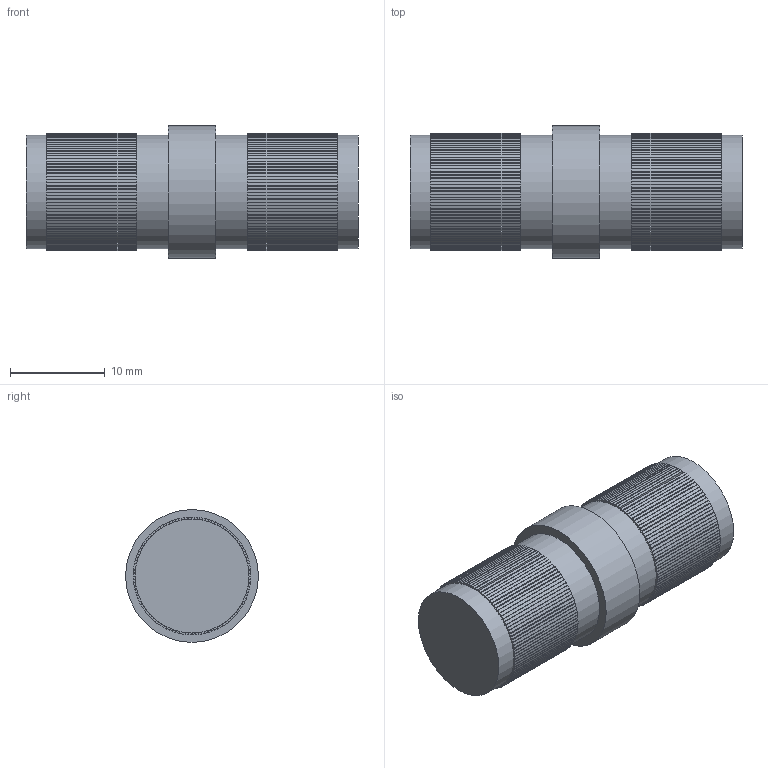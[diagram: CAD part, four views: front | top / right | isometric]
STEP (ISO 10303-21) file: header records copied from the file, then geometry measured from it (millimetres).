
FILE_DESCRIPTION(/* description */ (''),/* implementation_level */ '2;1');
FILE_NAME(/* name */ 'Stecksysteme_X61.stp',/* time_stamp */ '2017-07-25T10:44:37+02:00',/* author */ (''),/* organization */ (''),/* preprocessor_version */ 'ST-DEVELOPER v16',/* originating_system */ 'SIEMENS PLM Software NX 11.0',/* authorisation */ '');
FILE_SCHEMA (('AUTOMOTIVE_DESIGN { 1 0 10303 214 3 1 1 1 }'));
Length unit declared in the file: millimetre
Products named in the file (1): Goge113816A0n1da
Bounding box: 35 x 14 x 14 mm (x, y, z)
Volume: 4478.5 mm3; surface area: 5094.9 mm2
Topology: 225 solids, 225 shells, 1351 faces, 2697 edges, 1798 vertices
Faces by surface type: plane 1348, cylinder 3
Full cylindrical faces by diameter (mm): 12 x2, 14 x1
Entity records: 35334 total; most frequent: CARTESIAN_POINT 5844, DIRECTION 5404, ORIENTED_EDGE 5388, EDGE_CURVE 2694, LINE 2688, VECTOR 2688, VERTEX_POINT 1798, AXIS2_PLACEMENT_3D 1358
